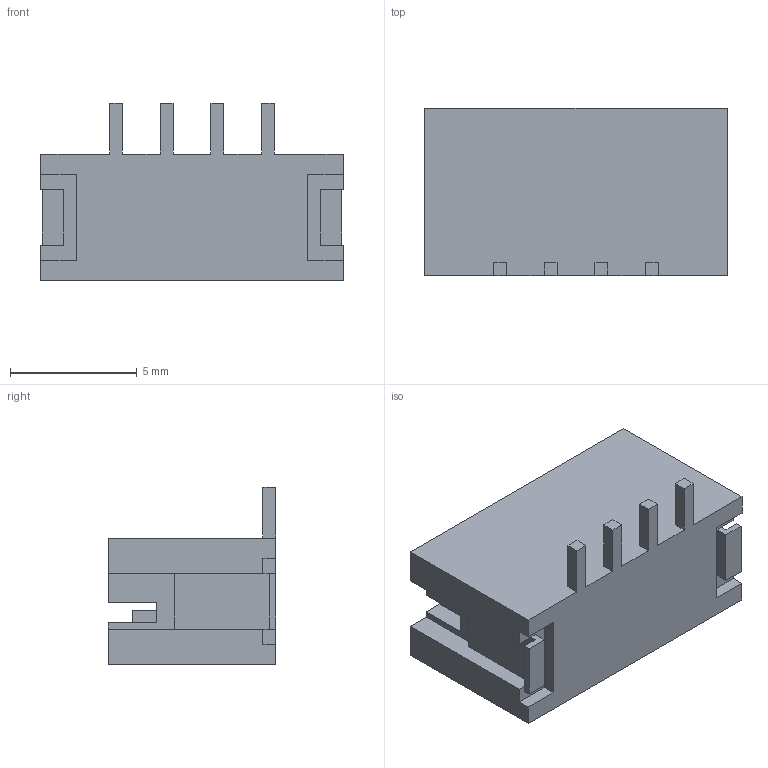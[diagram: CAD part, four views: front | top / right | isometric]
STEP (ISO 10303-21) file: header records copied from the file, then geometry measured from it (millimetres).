
FILE_DESCRIPTION (( 'STEP AP214' ), '1' );
FILE_NAME ('B4B-PH-SM4-TB.STEP', '2020-01-29T23:05:56', ( '' ), ( '' ), 'SwSTEP 2.0', 'SolidWorks 2019', '' );
FILE_SCHEMA (( 'AUTOMOTIVE_DESIGN' ));
Length unit declared in the file: millimetre
Products named in the file (1): B4B-PH-SM4-TB
Bounding box: 11.95 x 6.6 x 7 mm (x, y, z)
Volume: 223.5 mm3; surface area: 500.9 mm2
Topology: 1 solids, 1 shells, 94 faces, 258 edges, 170 vertices
Faces by surface type: plane 94
Entity records: 3410 total; most frequent: CARTESIAN_POINT 523, ORIENTED_EDGE 516, DIRECTION 448, LINE 258, EDGE_CURVE 258, VECTOR 258, VERTEX_POINT 170, EDGE_LOOP 98
